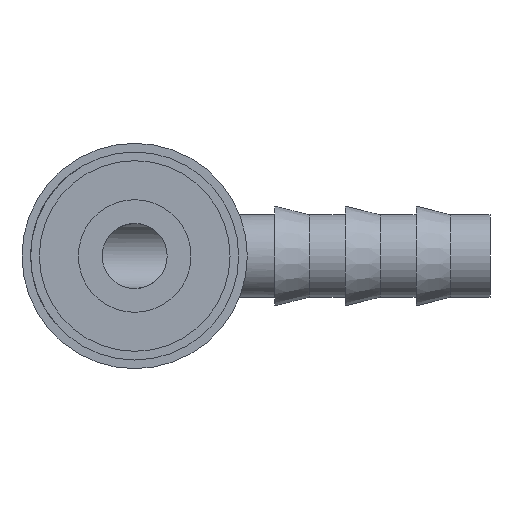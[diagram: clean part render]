
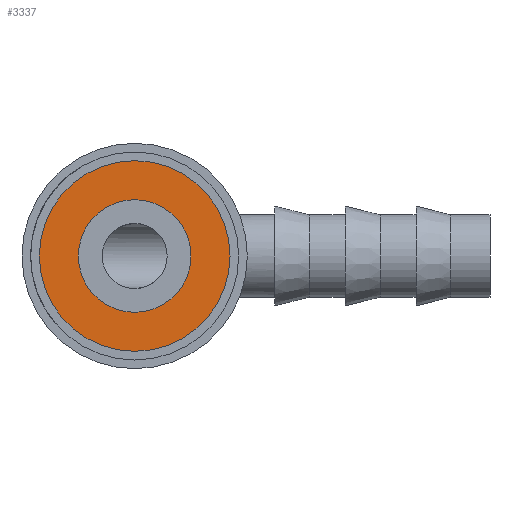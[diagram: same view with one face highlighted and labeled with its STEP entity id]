
A CAD part, left-side view. The second image highlights one B-rep face of the part: STEP entity #3337.
In plain terms, the highlighted planar face has unit normal (-1, 0, 0).
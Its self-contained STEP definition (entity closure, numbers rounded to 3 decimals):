
#100 = EDGE_CURVE ( 'NONE', #4264, #5101, #2020, .T. ) ;
#271 = DIRECTION ( 'NONE',  ( -1., 0., 0. ) ) ;
#306 = CARTESIAN_POINT ( 'NONE',  ( 0., 0., 0. ) ) ;
#438 = VERTEX_POINT ( 'NONE', #946 ) ;
#734 = EDGE_CURVE ( 'NONE', #438, #4909, #4047, .T. ) ;
#929 = ORIENTED_EDGE ( 'NONE', *, *, #734, .T. ) ;
#946 = CARTESIAN_POINT ( 'NONE',  ( 0., 0., 11. ) ) ;
#985 = ORIENTED_EDGE ( 'NONE', *, *, #3683, .T. ) ;
#1671 = CARTESIAN_POINT ( 'NONE',  ( 0., 0., 0. ) ) ;
#1924 = FACE_BOUND ( 'NONE', #1954, .T. ) ;
#1954 = EDGE_LOOP ( 'NONE', ( #985, #5369 ) ) ;
#1982 = AXIS2_PLACEMENT_3D ( 'NONE', #2764, #271, #5159 ) ;
#2020 = CIRCLE ( 'NONE', #3528, 6.5 ) ;
#2037 = EDGE_LOOP ( 'NONE', ( #929, #2108 ) ) ;
#2108 = ORIENTED_EDGE ( 'NONE', *, *, #7276, .T. ) ;
#2169 = DIRECTION ( 'NONE',  ( 1., 0., 0. ) ) ;
#2751 = CARTESIAN_POINT ( 'NONE',  ( 0., 0., -11. ) ) ;
#2764 = CARTESIAN_POINT ( 'NONE',  ( 0., 0., 0. ) ) ;
#3337 = ADVANCED_FACE ( 'NONE', ( #1924, #5384 ), #4341, .F. ) ;
#3384 = DIRECTION ( 'NONE',  ( 0., 0., 1. ) ) ;
#3385 = CARTESIAN_POINT ( 'NONE',  ( 0., 0., 0. ) ) ;
#3528 = AXIS2_PLACEMENT_3D ( 'NONE', #3385, #5809, #5925 ) ;
#3683 = EDGE_CURVE ( 'NONE', #5101, #4264, #6563, .T. ) ;
#3746 = CARTESIAN_POINT ( 'NONE',  ( 0., 0., 0. ) ) ;
#3875 = CIRCLE ( 'NONE', #1982, 11. ) ;
#4047 = CIRCLE ( 'NONE', #4425, 11. ) ;
#4062 = AXIS2_PLACEMENT_3D ( 'NONE', #306, #2169, #6565 ) ;
#4264 = VERTEX_POINT ( 'NONE', #6540 ) ;
#4341 = PLANE ( 'NONE',  #6814 ) ;
#4425 = AXIS2_PLACEMENT_3D ( 'NONE', #1671, #7111, #3384 ) ;
#4909 = VERTEX_POINT ( 'NONE', #2751 ) ;
#5101 = VERTEX_POINT ( 'NONE', #6756 ) ;
#5159 = DIRECTION ( 'NONE',  ( 0., 0., 1. ) ) ;
#5369 = ORIENTED_EDGE ( 'NONE', *, *, #100, .T. ) ;
#5384 = FACE_OUTER_BOUND ( 'NONE', #2037, .T. ) ;
#5809 = DIRECTION ( 'NONE',  ( 1., 0., 0. ) ) ;
#5925 = DIRECTION ( 'NONE',  ( 0., 0., -1. ) ) ;
#6133 = DIRECTION ( 'NONE',  ( 1., 0., 0. ) ) ;
#6540 = CARTESIAN_POINT ( 'NONE',  ( 0., 0., -6.5 ) ) ;
#6563 = CIRCLE ( 'NONE', #4062, 6.5 ) ;
#6565 = DIRECTION ( 'NONE',  ( 0., 0., -1. ) ) ;
#6756 = CARTESIAN_POINT ( 'NONE',  ( 0., 0., 6.5 ) ) ;
#6814 = AXIS2_PLACEMENT_3D ( 'NONE', #3746, #6133, #7792 ) ;
#7111 = DIRECTION ( 'NONE',  ( -1., 0., 0. ) ) ;
#7276 = EDGE_CURVE ( 'NONE', #4909, #438, #3875, .T. ) ;
#7792 = DIRECTION ( 'NONE',  ( 0., 0., -1. ) ) ;
